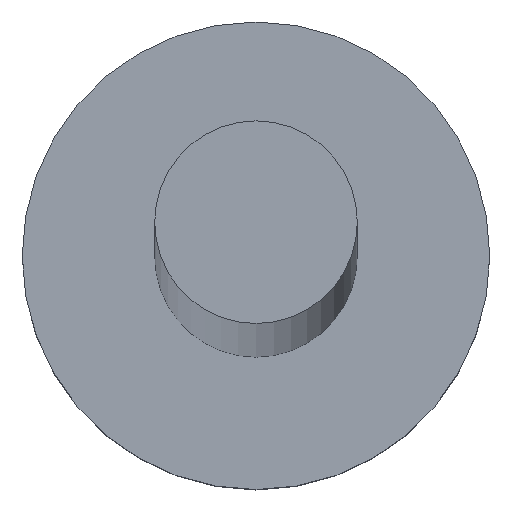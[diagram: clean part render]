
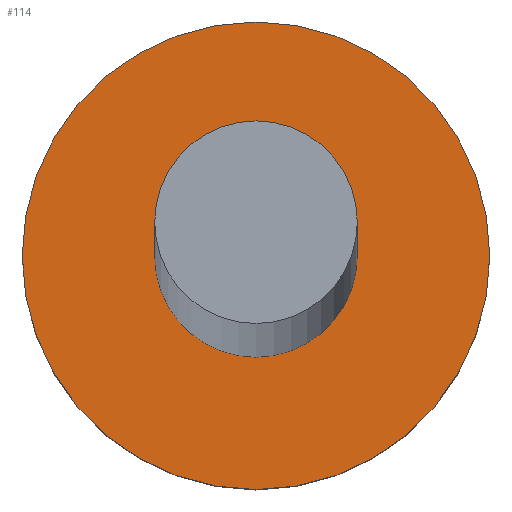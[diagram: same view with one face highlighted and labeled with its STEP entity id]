
A CAD part, top view. The second image highlights one B-rep face of the part: STEP entity #114.
In plain terms, the highlighted planar face has unit normal (0, 0, 1).
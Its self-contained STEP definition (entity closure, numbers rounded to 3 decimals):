
#7 = AXIS2_PLACEMENT_3D ( 'NONE', #26, #49, #180 ) ;
#8 = VERTEX_POINT ( 'NONE', #68 ) ;
#12 = EDGE_CURVE ( 'NONE', #86, #50, #36, .T. ) ;
#13 = AXIS2_PLACEMENT_3D ( 'NONE', #97, #194, #193 ) ;
#26 = CARTESIAN_POINT ( 'NONE',  ( 0., 0., 1.5 ) ) ;
#31 = CARTESIAN_POINT ( 'NONE',  ( 0., 0., 1.5 ) ) ;
#36 = CIRCLE ( 'NONE', #107, 1.5 ) ;
#39 = DIRECTION ( 'NONE',  ( 0., 0., 1. ) ) ;
#47 = ORIENTED_EDGE ( 'NONE', *, *, #117, .F. ) ;
#49 = DIRECTION ( 'NONE',  ( 0., 0., 1. ) ) ;
#50 = VERTEX_POINT ( 'NONE', #226 ) ;
#54 = DIRECTION ( 'NONE',  ( 0., 0., 1. ) ) ;
#60 = DIRECTION ( 'NONE',  ( 1., 0., 0. ) ) ;
#68 = CARTESIAN_POINT ( 'NONE',  ( -0.65, 0., 1.5 ) ) ;
#69 = VERTEX_POINT ( 'NONE', #126 ) ;
#70 = EDGE_LOOP ( 'NONE', ( #202, #47 ) ) ;
#71 = EDGE_CURVE ( 'NONE', #8, #69, #160, .T. ) ;
#86 = VERTEX_POINT ( 'NONE', #161 ) ;
#87 = DIRECTION ( 'NONE',  ( 0., 0., 1. ) ) ;
#90 = ORIENTED_EDGE ( 'NONE', *, *, #164, .T. ) ;
#95 = CIRCLE ( 'NONE', #120, 1.5 ) ;
#97 = CARTESIAN_POINT ( 'NONE',  ( 0., 0., 1.5 ) ) ;
#107 = AXIS2_PLACEMENT_3D ( 'NONE', #31, #54, #215 ) ;
#114 = ADVANCED_FACE ( 'NONE', ( #247, #127 ), #253, .T. ) ;
#117 = EDGE_CURVE ( 'NONE', #69, #8, #230, .T. ) ;
#120 = AXIS2_PLACEMENT_3D ( 'NONE', #199, #87, #235 ) ;
#126 = CARTESIAN_POINT ( 'NONE',  ( 0.65, 0., 1.5 ) ) ;
#127 = FACE_OUTER_BOUND ( 'NONE', #143, .T. ) ;
#143 = EDGE_LOOP ( 'NONE', ( #178, #90 ) ) ;
#153 = AXIS2_PLACEMENT_3D ( 'NONE', #210, #39, #60 ) ;
#160 = CIRCLE ( 'NONE', #153, 0.65 ) ;
#161 = CARTESIAN_POINT ( 'NONE',  ( -1.5, 0., 1.5 ) ) ;
#164 = EDGE_CURVE ( 'NONE', #50, #86, #95, .T. ) ;
#178 = ORIENTED_EDGE ( 'NONE', *, *, #12, .T. ) ;
#180 = DIRECTION ( 'NONE',  ( 1., 0., 0. ) ) ;
#193 = DIRECTION ( 'NONE',  ( 1., 0., 0. ) ) ;
#194 = DIRECTION ( 'NONE',  ( 0., 0., 1. ) ) ;
#199 = CARTESIAN_POINT ( 'NONE',  ( 0., 0., 1.5 ) ) ;
#202 = ORIENTED_EDGE ( 'NONE', *, *, #71, .F. ) ;
#210 = CARTESIAN_POINT ( 'NONE',  ( 0., 0., 1.5 ) ) ;
#215 = DIRECTION ( 'NONE',  ( 1., 0., 0. ) ) ;
#226 = CARTESIAN_POINT ( 'NONE',  ( 1.5, 0., 1.5 ) ) ;
#230 = CIRCLE ( 'NONE', #7, 0.65 ) ;
#235 = DIRECTION ( 'NONE',  ( 1., 0., 0. ) ) ;
#247 = FACE_BOUND ( 'NONE', #70, .T. ) ;
#253 = PLANE ( 'NONE',  #13 ) ;
